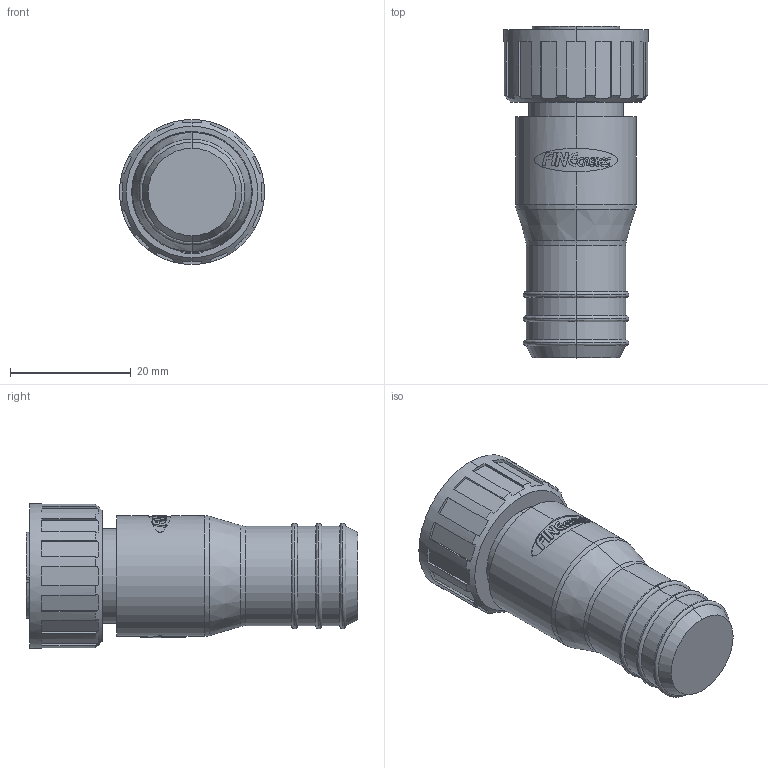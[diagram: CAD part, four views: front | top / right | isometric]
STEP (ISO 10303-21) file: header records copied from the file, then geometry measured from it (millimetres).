
FILE_DESCRIPTION (( 'STEP AP203' ), '1' );
FILE_NAME ('P321.STEP', '2020-04-15T05:42:51', ( 'edpusr' ), ( 'Microsoft' ), 'SwSTEP 2.0', 'SolidWorks 2015', '' );
FILE_SCHEMA (( 'CONFIG_CONTROL_DESIGN' ));
Length unit declared in the file: millimetre
Products named in the file (1): P321
Bounding box: 24 x 55 x 24 mm (x, y, z)
Volume: 15061.8 mm3; surface area: 6179.9 mm2
Topology: 1 solids, 1 shells, 354 faces, 928 edges, 604 vertices
Faces by surface type: plane 166, cylinder 148, cone 22, bspline 18
Entity records: 12246 total; most frequent: CARTESIAN_POINT 4071, ORIENTED_EDGE 1856, DIRECTION 1475, EDGE_CURVE 928, VERTEX_POINT 604, AXIS2_PLACEMENT_3D 547, EDGE_LOOP 382, VECTOR 381
